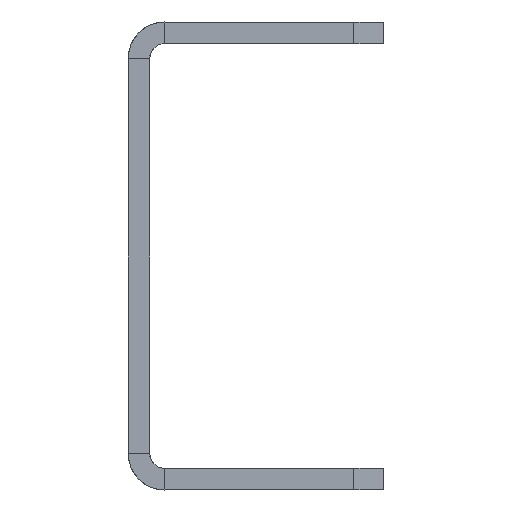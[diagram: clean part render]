
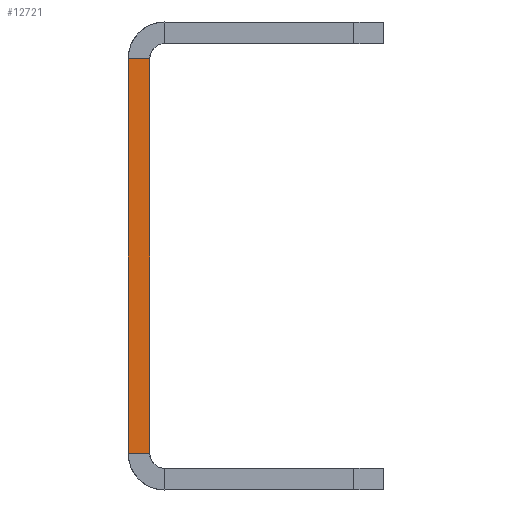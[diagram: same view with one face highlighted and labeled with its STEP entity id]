
A CAD part, left-side view. The second image highlights one B-rep face of the part: STEP entity #12721.
In plain terms, the highlighted planar face has unit normal (-1, 0, 0).
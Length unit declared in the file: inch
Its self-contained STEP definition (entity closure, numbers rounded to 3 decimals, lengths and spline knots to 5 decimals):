
#4655=FACE_OUTER_BOUND('',#5199,.T.);
#5199=EDGE_LOOP('',(#11587,#11588,#11589,#11590));
#5452=LINE('',#19058,#6382);
#5579=LINE('',#19544,#6509);
#5855=LINE('',#20666,#6785);
#6102=LINE('',#21280,#7032);
#6382=VECTOR('',#14780,0.844);
#6509=VECTOR('',#15141,0.844);
#6785=VECTOR('',#15929,0.046);
#7032=VECTOR('',#16644,0.046);
#7389=VERTEX_POINT('',#19055);
#7390=VERTEX_POINT('',#19057);
#7631=VERTEX_POINT('',#19541);
#7632=VERTEX_POINT('',#19543);
#8290=EDGE_CURVE('',#7389,#7390,#5452,.T.);
#8533=EDGE_CURVE('',#7632,#7631,#5579,.T.);
#8981=EDGE_CURVE('',#7631,#7390,#5855,.T.);
#9235=EDGE_CURVE('',#7632,#7389,#6102,.T.);
#11587=ORIENTED_EDGE('',*,*,#8981,.T.);
#11588=ORIENTED_EDGE('',*,*,#8290,.F.);
#11589=ORIENTED_EDGE('',*,*,#9235,.F.);
#11590=ORIENTED_EDGE('',*,*,#8533,.T.);
#12321=PLANE('',#13550);
#12721=ADVANCED_FACE('',(#4655),#12321,.F.);
#13550=AXIS2_PLACEMENT_3D('',#21279,#16642,#16643);
#14780=DIRECTION('',(0.,0.,1.));
#15141=DIRECTION('',(0.,0.,1.));
#15929=DIRECTION('',(0.,1.,0.));
#16642=DIRECTION('center_axis',(1.,0.,0.));
#16643=DIRECTION('ref_axis',(0.,0.,-1.));
#16644=DIRECTION('',(0.,1.,0.));
#19055=CARTESIAN_POINT('',(-1.04194,0.046,-0.53619));
#19057=CARTESIAN_POINT('',(-1.04194,0.046,0.30781));
#19058=CARTESIAN_POINT('',(-1.04194,0.046,-0.53619));
#19541=CARTESIAN_POINT('',(-1.04194,0.,0.30781));
#19543=CARTESIAN_POINT('',(-1.04194,0.,-0.53619));
#19544=CARTESIAN_POINT('',(-1.04194,0.,-0.53619));
#20666=CARTESIAN_POINT('',(-1.04194,0.,0.30781));
#21279=CARTESIAN_POINT('Origin',(-1.04194,0.046,-0.61419));
#21280=CARTESIAN_POINT('',(-1.04194,0.,-0.53619));
